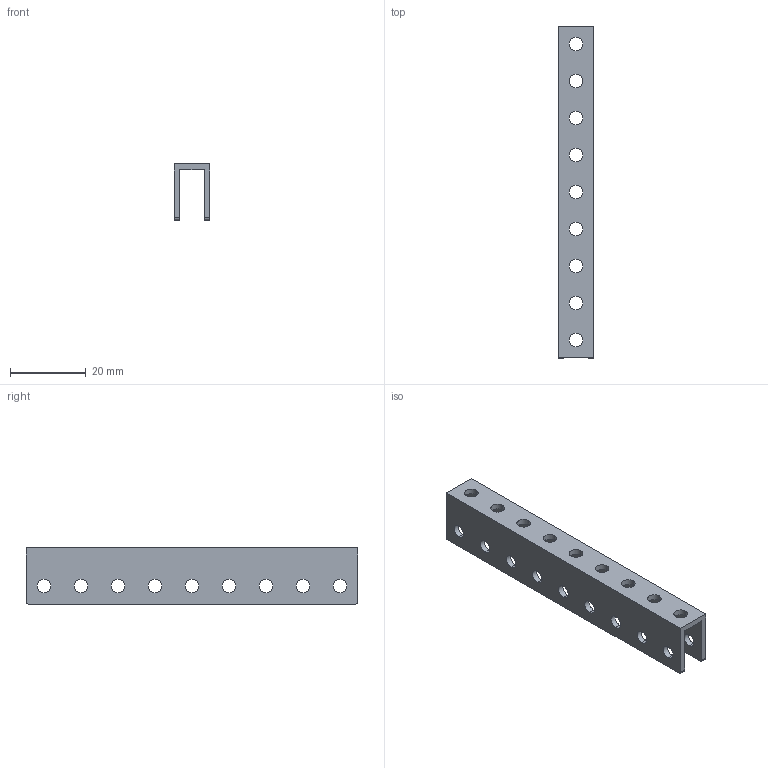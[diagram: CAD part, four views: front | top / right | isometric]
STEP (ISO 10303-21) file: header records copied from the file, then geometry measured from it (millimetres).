
FILE_DESCRIPTION (( 'STEP AP203' ), '1' );
FILE_NAME ('585384.STEP', '2014-07-14T19:34:43', ( 'Kyle' ), ( 'Microsoft' ), 'SwSTEP 2.0', 'SolidWorks 2014', '' );
FILE_SCHEMA (( 'CONFIG_CONTROL_DESIGN' ));
Length unit declared in the file: inch
Products named in the file (1): 585384
Bounding box: 9.4 x 87.76 x 14.86 mm (x, y, z)
Volume: 4414.6 mm3; surface area: 6628.9 mm2
Topology: 1 solids, 1 shells, 68 faces, 198 edges, 132 vertices
Faces by surface type: cylinder 58, plane 10
Entity records: 2505 total; most frequent: DIRECTION 452, CARTESIAN_POINT 399, ORIENTED_EDGE 396, EDGE_CURVE 198, AXIS2_PLACEMENT_3D 185, VERTEX_POINT 132, EDGE_LOOP 122, CIRCLE 116
